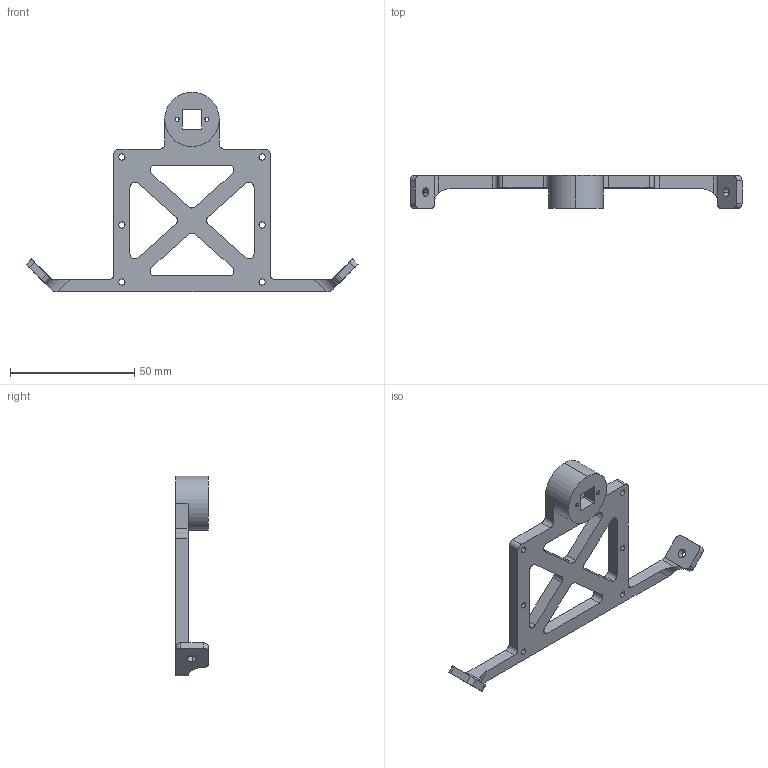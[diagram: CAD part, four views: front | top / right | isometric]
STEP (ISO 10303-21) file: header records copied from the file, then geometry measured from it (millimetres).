
FILE_DESCRIPTION (( 'STEP AP214' ), '1' );
FILE_NAME ('FFBeast Encoder ODrive Mount.STEP', '2025-04-06T21:31:44', ( '' ), ( '' ), 'SwSTEP 2.0', 'SolidWorks 2022', '' );
FILE_SCHEMA (( 'AUTOMOTIVE_DESIGN' ));
Length unit declared in the file: millimetre
Products named in the file (1): FFBeast Encoder ODrive Mount
Bounding box: 133.87 x 13.2 x 80.6 mm (x, y, z)
Volume: 16628.5 mm3; surface area: 11574 mm2
Topology: 1 solids, 1 shells, 122 faces, 340 edges, 226 vertices
Faces by surface type: cylinder 76, plane 46
Entity records: 4100 total; most frequent: CARTESIAN_POINT 735, DIRECTION 730, ORIENTED_EDGE 680, EDGE_CURVE 340, AXIS2_PLACEMENT_3D 275, VERTEX_POINT 226, LINE 180, VECTOR 180
